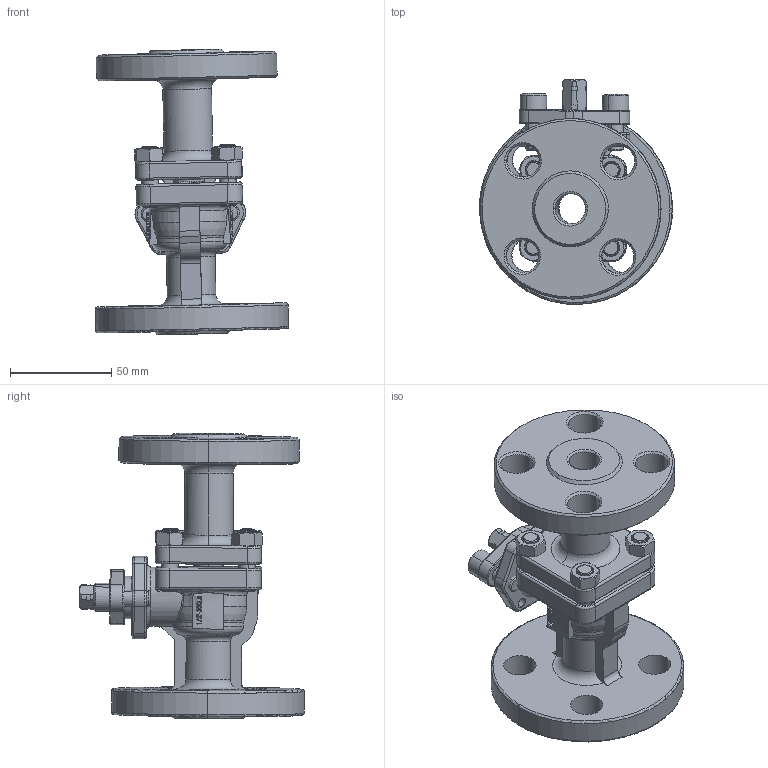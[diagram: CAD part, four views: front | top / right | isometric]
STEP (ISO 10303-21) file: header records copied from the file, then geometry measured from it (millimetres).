
FILE_DESCRIPTION (( 'STEP AP214' ), '1' );
FILE_NAME ('FM-F3-0050-XXX.step', '2019-10-30T12:39:33', ( '' ), ( '' ), 'SwSTEP 2.0', 'SolidWorks 2019', '' );
FILE_SCHEMA (( 'AUTOMOTIVE_DESIGN' ));
Length unit declared in the file: inch
Products named in the file (1): FM-F3-0050-XXX
Bounding box: 95.2 x 110.81 x 140.73 mm (x, y, z)
Surface area: 70102.3 mm2 (no closed solid volume)
Topology: 0 solids, 22 shells, 687 faces, 1774 edges, 1090 vertices
Faces by surface type: cone 204, plane 188, cylinder 163, torus 70, bspline 58, sphere 4
Entity records: 43383 total; most frequent: CARTESIAN_POINT 21503, ORIENTED_EDGE 3266, EDGE_CURVE 1766, B_SPLINE_CURVE_WITH_KNOTS 1649, DIRECTION 1400, VERTEX_POINT 1090, EDGE_LOOP 765, DIMENSIONAL_EXPONENTS 689
